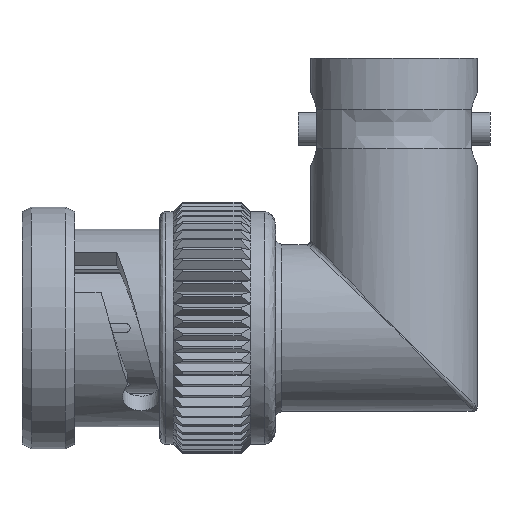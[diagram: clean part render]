
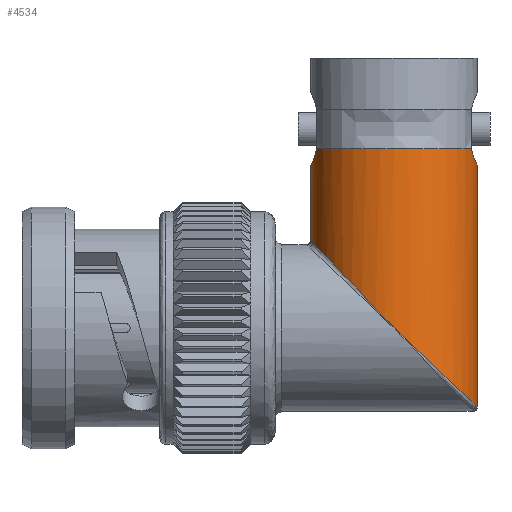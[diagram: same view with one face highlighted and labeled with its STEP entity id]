
A CAD part, front view. The second image highlights one B-rep face of the part: STEP entity #4534.
In plain terms, the highlighted cylindrical face has radius 4.801 mm (diameter 9.601 mm), a partial arc.
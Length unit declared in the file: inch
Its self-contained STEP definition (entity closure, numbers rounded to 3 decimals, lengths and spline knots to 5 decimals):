
#12 = DIRECTION ( 'NONE',  ( -1., 0., 0. ) ) ;
#169 = CARTESIAN_POINT ( 'NONE',  ( 1.18223, 0., 0.40661 ) ) ;
#198 = CARTESIAN_POINT ( 'NONE',  ( 1.00673, -0.07015, -1.49773 ) ) ;
#274 = CARTESIAN_POINT ( 'NONE',  ( 1.18223, -0.189, 0. ) ) ;
#384 = LINE ( 'NONE', #198, #10989 ) ;
#496 = AXIS2_PLACEMENT_3D ( 'NONE', #169, #8895, #12 ) ;
#848 = ORIENTED_EDGE ( 'NONE', *, *, #10799, .T. ) ;
#1084 = DIRECTION ( 'NONE',  ( 0., 0., 1. ) ) ;
#1159 = CARTESIAN_POINT ( 'NONE',  ( 1.37123, -0.11071, -0.179 ) ) ;
#1346 = VERTEX_POINT ( 'NONE', #16073 ) ;
#1411 = AXIS2_PLACEMENT_3D ( 'NONE', #15889, #1084, #11017 ) ;
#1433 = CIRCLE ( 'NONE', #496, 0.189 ) ;
#1581 = ORIENTED_EDGE ( 'NONE', *, *, #11492, .T. ) ;
#1593 = CARTESIAN_POINT ( 'NONE',  ( 1.18223, -0.189, 0. ) ) ;
#1692 = VERTEX_POINT ( 'NONE', #9625 ) ;
#1987 = EDGE_CURVE ( 'NONE', #13406, #11604, #9989, .T. ) ;
#2086 = ORIENTED_EDGE ( 'NONE', *, *, #7265, .T. ) ;
#2455 = CARTESIAN_POINT ( 'NONE',  ( 1.00042, -0.05187, 0.38458 ) ) ;
#2470 = FACE_OUTER_BOUND ( 'NONE', #7525, .T. ) ;
#2474 = CARTESIAN_POINT ( 'NONE',  ( 1.18223, -0.189, 0. ) ) ;
#2541 = CARTESIAN_POINT ( 'NONE',  ( 1.37084, -0.01403, 0.36789 ) ) ;
#2634 = VERTEX_POINT ( 'NONE', #13272 ) ;
#3089 = ORIENTED_EDGE ( 'NONE', *, *, #15365, .T. ) ;
#3622 = CARTESIAN_POINT ( 'NONE',  ( 0.99886, -0.0462, 0.38051 ) ) ;
#4113 = LINE ( 'NONE', #4260, #9202 ) ;
#4260 = CARTESIAN_POINT ( 'NONE',  ( 1.35773, -0.07015, -1.49773 ) ) ;
#4534 = ADVANCED_FACE ( 'NONE', ( #2470 ), #6184, .T. ) ;
#4880 = CARTESIAN_POINT ( 'NONE',  ( 0.99323, 0., 0.367 ) ) ;
#5172 = CARTESIAN_POINT ( 'NONE',  ( 1.36823, -0.03413, 0.37394 ) ) ;
#5386 = ORIENTED_EDGE ( 'NONE', *, *, #10277, .T. ) ;
#5935 = VECTOR ( 'NONE', #15857, 39.37008 ) ;
#6121 = CARTESIAN_POINT ( 'NONE',  ( 0.99363, -0.01404, 0.36789 ) ) ;
#6166 = CARTESIAN_POINT ( 'NONE',  ( 1.37123, 0., -0.21184 ) ) ;
#6184 = CYLINDRICAL_SURFACE ( 'NONE', #1411, 0.189 ) ;
#6218 = CARTESIAN_POINT ( 'NONE',  ( 1.00521, -0.06634, 0.39901 ) ) ;
#6244 = VERTEX_POINT ( 'NONE', #13215 ) ;
#6573 = CARTESIAN_POINT ( 'NONE',  ( 1.36405, -0.05189, 0.38459 ) ) ;
#6630 = CARTESIAN_POINT ( 'NONE',  ( 1.35926, -0.06634, 0.39901 ) ) ;
#7133 = CARTESIAN_POINT ( 'NONE',  ( 1.37123, 0., 0.367 ) ) ;
#7175 = B_SPLINE_CURVE_WITH_KNOTS ( 'NONE', 3,
 ( #12429, #6218, #11083, #2455, #3622, #14932, #13740, #6121, #8766, #4880 ),
 .UNSPECIFIED., .F., .F.,
 ( 4, 2, 2, 2, 4 ),
 ( -0.00213, -0.0016, -0.00107, -0.00053, 0. ),
 .UNSPECIFIED. ) ;
#7265 = EDGE_CURVE ( 'NONE', #2634, #1346, #1433, .T. ) ;
#7446 = VERTEX_POINT ( 'NONE', #9478 ) ;
#7525 = EDGE_LOOP ( 'NONE', ( #9944, #848, #16026, #15722, #5386, #1581, #2086, #3089, #10704 ) ) ;
#7847 = CARTESIAN_POINT ( 'NONE',  ( 1.36088, -0.06192, 0.39383 ) ) ;
#8491 =( BOUNDED_CURVE ( )  B_SPLINE_CURVE ( 3, ( #13911, #15202, #15258, #274 ),
 .UNSPECIFIED., .F., .F. ) 
 B_SPLINE_CURVE_WITH_KNOTS ( ( 4, 4 ),
 ( 3.14159, 4.71239 ),
 .UNSPECIFIED. ) 
 CURVE ( )  GEOMETRIC_REPRESENTATION_ITEM ( )  RATIONAL_B_SPLINE_CURVE ( ( 1., 0.805, 0.805, 1. ) ) 
 REPRESENTATION_ITEM ( '' )  );
#8766 = CARTESIAN_POINT ( 'NONE',  ( 0.99323, -0.0071, 0.367 ) ) ;
#8895 = DIRECTION ( 'NONE',  ( 0., 0., -1. ) ) ;
#8975 = DIRECTION ( 'NONE',  ( 0., 0., -1. ) ) ;
#9202 = VECTOR ( 'NONE', #10452, 39.37008 ) ;
#9478 = CARTESIAN_POINT ( 'NONE',  ( 1.00673, -0.07015, 0.40479 ) ) ;
#9625 = CARTESIAN_POINT ( 'NONE',  ( 0.99323, 0., 0.199 ) ) ;
#9679 = CARTESIAN_POINT ( 'NONE',  ( 0.99323, 0., 0.367 ) ) ;
#9817 = VECTOR ( 'NONE', #13579, 39.37008 ) ;
#9944 = ORIENTED_EDGE ( 'NONE', *, *, #13130, .F. ) ;
#9989 =( BOUNDED_CURVE ( )  B_SPLINE_CURVE ( 3, ( #2474, #13761, #1159, #11296 ),
 .UNSPECIFIED., .F., .F. ) 
 B_SPLINE_CURVE_WITH_KNOTS ( ( 4, 4 ),
 ( 4.71239, 6.28319 ),
 .UNSPECIFIED. ) 
 CURVE ( )  GEOMETRIC_REPRESENTATION_ITEM ( )  RATIONAL_B_SPLINE_CURVE ( ( 1., 0.805, 0.805, 1. ) ) 
 REPRESENTATION_ITEM ( '' )  );
#10050 = VERTEX_POINT ( 'NONE', #7133 ) ;
#10059 = CARTESIAN_POINT ( 'NONE',  ( 1.37123, -0.0071, 0.367 ) ) ;
#10277 = EDGE_CURVE ( 'NONE', #10050, #6244, #14623, .T. ) ;
#10452 = DIRECTION ( 'NONE',  ( 0., 0., 1. ) ) ;
#10704 = ORIENTED_EDGE ( 'NONE', *, *, #12403, .T. ) ;
#10719 = CARTESIAN_POINT ( 'NONE',  ( 1.37123, 0., -0.179 ) ) ;
#10799 = EDGE_CURVE ( 'NONE', #1692, #13406, #8491, .T. ) ;
#10989 = VECTOR ( 'NONE', #8975, 39.37008 ) ;
#11017 = DIRECTION ( 'NONE',  ( 1., 0., 0. ) ) ;
#11083 = CARTESIAN_POINT ( 'NONE',  ( 1.00359, -0.06192, 0.39383 ) ) ;
#11296 = CARTESIAN_POINT ( 'NONE',  ( 1.37123, 0., -0.179 ) ) ;
#11356 = CARTESIAN_POINT ( 'NONE',  ( 1.36934, -0.02757, 0.37135 ) ) ;
#11473 = CARTESIAN_POINT ( 'NONE',  ( 1.37123, 0., 0.367 ) ) ;
#11492 = EDGE_CURVE ( 'NONE', #6244, #2634, #4113, .T. ) ;
#11604 = VERTEX_POINT ( 'NONE', #10719 ) ;
#12360 = LINE ( 'NONE', #6166, #9817 ) ;
#12403 = EDGE_CURVE ( 'NONE', #7446, #14209, #7175, .T. ) ;
#12429 = CARTESIAN_POINT ( 'NONE',  ( 1.00673, -0.07015, 0.40479 ) ) ;
#12568 = CARTESIAN_POINT ( 'NONE',  ( 1.3656, -0.04621, 0.38052 ) ) ;
#13130 = EDGE_CURVE ( 'NONE', #1692, #14209, #15893, .T. ) ;
#13215 = CARTESIAN_POINT ( 'NONE',  ( 1.35773, -0.07015, 0.40479 ) ) ;
#13272 = CARTESIAN_POINT ( 'NONE',  ( 1.35773, -0.07015, 0.40661 ) ) ;
#13406 = VERTEX_POINT ( 'NONE', #1593 ) ;
#13579 = DIRECTION ( 'NONE',  ( 0., 0., 1. ) ) ;
#13740 = CARTESIAN_POINT ( 'NONE',  ( 0.99514, -0.02762, 0.37136 ) ) ;
#13761 = CARTESIAN_POINT ( 'NONE',  ( 1.29295, -0.189, -0.10486 ) ) ;
#13911 = CARTESIAN_POINT ( 'NONE',  ( 0.99323, 0., 0.199 ) ) ;
#14209 = VERTEX_POINT ( 'NONE', #9679 ) ;
#14623 = B_SPLINE_CURVE_WITH_KNOTS ( 'NONE', 3,
 ( #11473, #10059, #2541, #11356, #5172, #12568, #6573, #7847, #6630, #15376 ),
 .UNSPECIFIED., .F., .F.,
 ( 4, 2, 2, 2, 4 ),
 ( 0.00213, 0.00266, 0.0032, 0.00373, 0.00426 ),
 .UNSPECIFIED. ) ;
#14932 = CARTESIAN_POINT ( 'NONE',  ( 0.99624, -0.03414, 0.37395 ) ) ;
#15196 = EDGE_CURVE ( 'NONE', #11604, #10050, #12360, .T. ) ;
#15202 = CARTESIAN_POINT ( 'NONE',  ( 0.99323, -0.11071, 0.199 ) ) ;
#15258 = CARTESIAN_POINT ( 'NONE',  ( 1.07152, -0.189, 0.11657 ) ) ;
#15365 = EDGE_CURVE ( 'NONE', #1346, #7446, #384, .T. ) ;
#15376 = CARTESIAN_POINT ( 'NONE',  ( 1.35773, -0.07015, 0.40479 ) ) ;
#15428 = CARTESIAN_POINT ( 'NONE',  ( 0.99323, 0., -0.21184 ) ) ;
#15722 = ORIENTED_EDGE ( 'NONE', *, *, #15196, .T. ) ;
#15857 = DIRECTION ( 'NONE',  ( 0., 0., 1. ) ) ;
#15889 = CARTESIAN_POINT ( 'NONE',  ( 1.18223, 0., -0.21184 ) ) ;
#15893 = LINE ( 'NONE', #15428, #5935 ) ;
#16026 = ORIENTED_EDGE ( 'NONE', *, *, #1987, .T. ) ;
#16073 = CARTESIAN_POINT ( 'NONE',  ( 1.00673, -0.07015, 0.40661 ) ) ;
